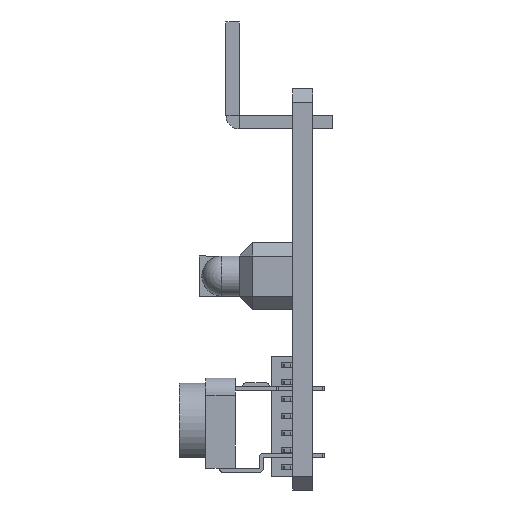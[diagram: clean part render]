
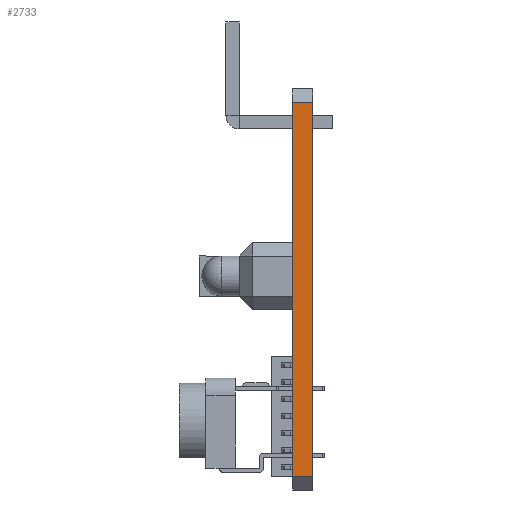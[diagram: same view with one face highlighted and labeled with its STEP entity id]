
A CAD part, left-side view. The second image highlights one B-rep face of the part: STEP entity #2733.
In plain terms, the highlighted planar face has unit normal (-1, 0, 0).
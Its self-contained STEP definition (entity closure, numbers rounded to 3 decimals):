
#1187 = LINE ( 'NONE', #12165, #8237 ) ;
#1543 = EDGE_CURVE ( 'NONE', #10519, #2454, #3875, .T. ) ;
#2454 = VERTEX_POINT ( 'NONE', #7317 ) ;
#2528 = LINE ( 'NONE', #10628, #5452 ) ;
#2733 = ADVANCED_FACE ( 'NONE', ( #7725 ), #6706, .F. ) ;
#3221 = DIRECTION ( 'NONE',  ( 0., 0., 1. ) ) ;
#3335 = VERTEX_POINT ( 'NONE', #6726 ) ;
#3363 = EDGE_CURVE ( 'NONE', #3335, #4000, #10860, .T. ) ;
#3867 = ORIENTED_EDGE ( 'NONE', *, *, #1543, .T. ) ;
#3875 = LINE ( 'NONE', #11162, #12924 ) ;
#4000 = VERTEX_POINT ( 'NONE', #7308 ) ;
#5452 = VECTOR ( 'NONE', #12588, 1000. ) ;
#5465 = ORIENTED_EDGE ( 'NONE', *, *, #10288, .T. ) ;
#5574 = ORIENTED_EDGE ( 'NONE', *, *, #3363, .T. ) ;
#5679 = DIRECTION ( 'NONE',  ( 1., 0., 0. ) ) ;
#6001 = DIRECTION ( 'NONE',  ( 0., 1., 0. ) ) ;
#6181 = EDGE_LOOP ( 'NONE', ( #5465, #3867, #12108, #5574 ) ) ;
#6706 = PLANE ( 'NONE',  #10161 ) ;
#6726 = CARTESIAN_POINT ( 'NONE',  ( -22.5, 1.5, -14. ) ) ;
#7059 = VECTOR ( 'NONE', #9843, 1000. ) ;
#7308 = CARTESIAN_POINT ( 'NONE',  ( -22.5, 0., -14. ) ) ;
#7317 = CARTESIAN_POINT ( 'NONE',  ( -22.5, 1.5, 14. ) ) ;
#7593 = CARTESIAN_POINT ( 'NONE',  ( -22.5, 1.5, -14. ) ) ;
#7725 = FACE_OUTER_BOUND ( 'NONE', #6181, .T. ) ;
#7788 = DIRECTION ( 'NONE',  ( 0., 0., -1. ) ) ;
#8237 = VECTOR ( 'NONE', #3221, 1000. ) ;
#9843 = DIRECTION ( 'NONE',  ( 0., -1., 0. ) ) ;
#10161 = AXIS2_PLACEMENT_3D ( 'NONE', #10844, #5679, #7788 ) ;
#10288 = EDGE_CURVE ( 'NONE', #4000, #10519, #1187, .T. ) ;
#10519 = VERTEX_POINT ( 'NONE', #11725 ) ;
#10628 = CARTESIAN_POINT ( 'NONE',  ( -22.5, 1.5, -15. ) ) ;
#10844 = CARTESIAN_POINT ( 'NONE',  ( -22.5, 1.5, -15. ) ) ;
#10855 = EDGE_CURVE ( 'NONE', #3335, #2454, #2528, .T. ) ;
#10860 = LINE ( 'NONE', #7593, #7059 ) ;
#11162 = CARTESIAN_POINT ( 'NONE',  ( -22.5, 1.5, 14. ) ) ;
#11725 = CARTESIAN_POINT ( 'NONE',  ( -22.5, 0., 14. ) ) ;
#12108 = ORIENTED_EDGE ( 'NONE', *, *, #10855, .F. ) ;
#12165 = CARTESIAN_POINT ( 'NONE',  ( -22.5, 0., -15. ) ) ;
#12588 = DIRECTION ( 'NONE',  ( 0., 0., 1. ) ) ;
#12924 = VECTOR ( 'NONE', #6001, 1000. ) ;
